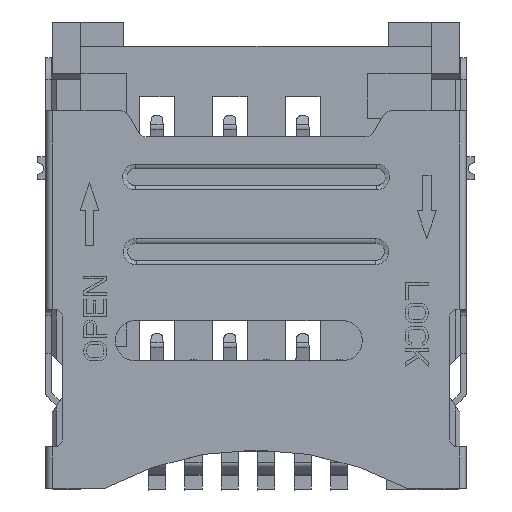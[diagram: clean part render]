
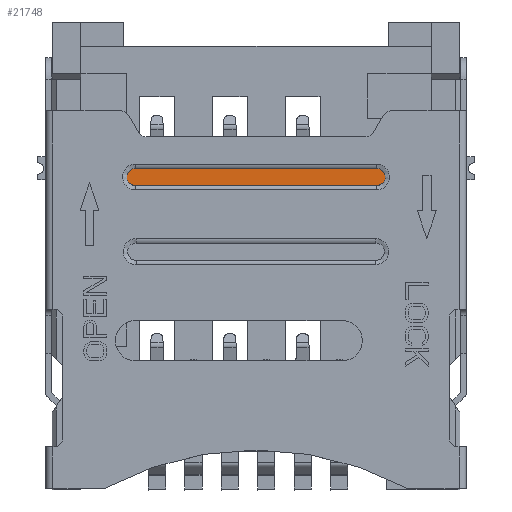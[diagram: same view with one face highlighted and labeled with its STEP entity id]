
A CAD part, top view. The second image highlights one B-rep face of the part: STEP entity #21748.
In plain terms, the highlighted planar face has unit normal (0, 0, 1).
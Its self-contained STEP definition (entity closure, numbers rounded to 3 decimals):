
#410 = EDGE_LOOP ( 'NONE', ( #11553, #15173, #26171, #29551 ) ) ;
#1427 =( BOUNDED_CURVE ( )  B_SPLINE_CURVE ( 3, ( #27847, #30765, #27678, #25451 ),
 .UNSPECIFIED., .F., .F. ) 
 B_SPLINE_CURVE_WITH_KNOTS ( ( 4, 4 ),
 ( 0., 0.001 ),
 .UNSPECIFIED. ) 
 CURVE ( )  GEOMETRIC_REPRESENTATION_ITEM ( )  RATIONAL_B_SPLINE_CURVE ( ( 1., 0.333, 0.333, 1. ) ) 
 REPRESENTATION_ITEM ( '' )  );
#1636 = EDGE_CURVE ( 'NONE', #1828, #32683, #28863, .T. ) ;
#1715 = PLANE ( 'NONE',  #30425 ) ;
#1828 = VERTEX_POINT ( 'NONE', #26470 ) ;
#2097 = EDGE_CURVE ( 'NONE', #20403, #31558, #13034, .T. ) ;
#5317 = DIRECTION ( 'NONE',  ( -1., 0., 0. ) ) ;
#7841 = EDGE_CURVE ( 'NONE', #20403, #32683, #28362, .T. ) ;
#7899 = EDGE_CURVE ( 'NONE', #31558, #1828, #1427, .T. ) ;
#9404 = FACE_OUTER_BOUND ( 'NONE', #410, .T. ) ;
#10714 = CARTESIAN_POINT ( 'NONE',  ( -4.2, 2.66, 1.7 ) ) ;
#10972 = VECTOR ( 'NONE', #31440, 1000. ) ;
#11553 = ORIENTED_EDGE ( 'NONE', *, *, #1636, .T. ) ;
#13034 = LINE ( 'NONE', #28819, #31128 ) ;
#14968 = CARTESIAN_POINT ( 'NONE',  ( 4.2, 2.06, 1.7 ) ) ;
#15173 = ORIENTED_EDGE ( 'NONE', *, *, #7841, .F. ) ;
#17521 = CARTESIAN_POINT ( 'NONE',  ( 4.8, 2.06, 1.7 ) ) ;
#20267 = CARTESIAN_POINT ( 'NONE',  ( 4.8, 2.66, 1.7 ) ) ;
#20403 = VERTEX_POINT ( 'NONE', #26244 ) ;
#21748 = ADVANCED_FACE ( 'NONE', ( #9404 ), #1715, .T. ) ;
#23780 = CARTESIAN_POINT ( 'NONE',  ( 4.2, 2.06, 1.7 ) ) ;
#25451 = CARTESIAN_POINT ( 'NONE',  ( -4.2, 2.06, 1.7 ) ) ;
#26171 = ORIENTED_EDGE ( 'NONE', *, *, #2097, .T. ) ;
#26244 = CARTESIAN_POINT ( 'NONE',  ( 4.2, 2.66, 1.7 ) ) ;
#26470 = CARTESIAN_POINT ( 'NONE',  ( -4.2, 2.06, 1.7 ) ) ;
#27259 = CARTESIAN_POINT ( 'NONE',  ( -4.554, 2.06, 1.7 ) ) ;
#27678 = CARTESIAN_POINT ( 'NONE',  ( -4.8, 2.06, 1.7 ) ) ;
#27847 = CARTESIAN_POINT ( 'NONE',  ( -4.2, 2.66, 1.7 ) ) ;
#27934 = DIRECTION ( 'NONE',  ( 1., 0., 0. ) ) ;
#28362 =( BOUNDED_CURVE ( )  B_SPLINE_CURVE ( 3, ( #31721, #20267, #17521, #14968 ),
 .UNSPECIFIED., .F., .F. ) 
 B_SPLINE_CURVE_WITH_KNOTS ( ( 4, 4 ),
 ( 0., 0.001 ),
 .UNSPECIFIED. ) 
 CURVE ( )  GEOMETRIC_REPRESENTATION_ITEM ( )  RATIONAL_B_SPLINE_CURVE ( ( 1., 0.333, 0.333, 1. ) ) 
 REPRESENTATION_ITEM ( '' )  );
#28535 = CARTESIAN_POINT ( 'NONE',  ( 0., 2.06, 1.7 ) ) ;
#28819 = CARTESIAN_POINT ( 'NONE',  ( 0., 2.66, 1.7 ) ) ;
#28863 = LINE ( 'NONE', #28535, #10972 ) ;
#29551 = ORIENTED_EDGE ( 'NONE', *, *, #7899, .T. ) ;
#30425 = AXIS2_PLACEMENT_3D ( 'NONE', #27259, #32573, #27934 ) ;
#30765 = CARTESIAN_POINT ( 'NONE',  ( -4.8, 2.66, 1.7 ) ) ;
#31128 = VECTOR ( 'NONE', #5317, 1000. ) ;
#31440 = DIRECTION ( 'NONE',  ( 1., 0., 0. ) ) ;
#31558 = VERTEX_POINT ( 'NONE', #10714 ) ;
#31721 = CARTESIAN_POINT ( 'NONE',  ( 4.2, 2.66, 1.7 ) ) ;
#32573 = DIRECTION ( 'NONE',  ( 0., 0., 1. ) ) ;
#32683 = VERTEX_POINT ( 'NONE', #23780 ) ;
